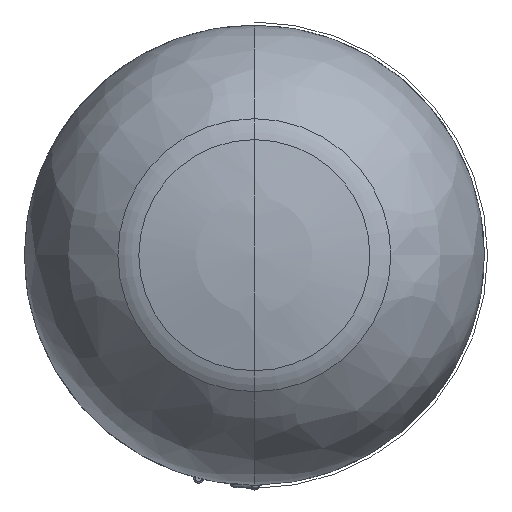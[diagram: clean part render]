
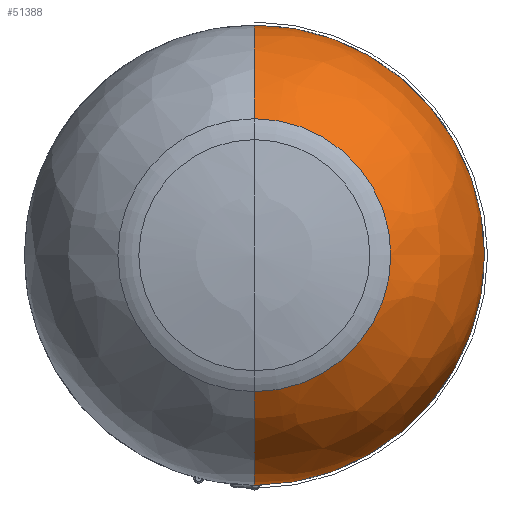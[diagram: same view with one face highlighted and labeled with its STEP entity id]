
A CAD part, front view. The second image highlights one B-rep face of the part: STEP entity #51388.
In plain terms, the highlighted free-form (B-spline) face has degree [3, 3] with [7, 4] control points.
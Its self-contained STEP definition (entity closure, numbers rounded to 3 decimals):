
#50753=CARTESIAN_POINT('',(0.,0.,0.));
#50754=DIRECTION('',(0.,-1.,0.));
#50755=DIRECTION('',(0.,0.,-1.));
#50756=AXIS2_PLACEMENT_3D('',#50753,#50754,#50755);
#50762=CARTESIAN_POINT('',(0.,-26.515,0.));
#50763=DIRECTION('',(0.,1.,0.));
#50764=DIRECTION('',(0.,0.,1.));
#50765=AXIS2_PLACEMENT_3D('',#50762,#50763,#50764);
#50767=CARTESIAN_POINT('',(0.,0.,3.165));
#50768=DIRECTION('',(-1.,0.,0.));
#50769=DIRECTION('',(0.,-0.833,0.553));
#50770=AXIS2_PLACEMENT_3D('',#50767,#50768,#50769);
#50772=CARTESIAN_POINT('',(0.,0.,-3.165));
#50773=DIRECTION('',(1.,0.,0.));
#50774=DIRECTION('',(0.,-0.833,-0.553));
#50775=AXIS2_PLACEMENT_3D('',#50772,#50773,#50774);
#51072=CARTESIAN_POINT('',(0.,0.,-35.));
#51073=VERTEX_POINT('',#51072);
#51074=CARTESIAN_POINT('',(0.,0.,35.));
#51075=VERTEX_POINT('',#51074);
#51088=CARTESIAN_POINT('',(0.,-26.515,20.784));
#51089=CARTESIAN_POINT('',(0.,-26.515,-20.784));
#51090=VERTEX_POINT('',#51088);
#51091=VERTEX_POINT('',#51089);
#51350=CARTESIAN_POINT('',(-1.272,-26.856,
20.219));
#51351=CARTESIAN_POINT('',(-1.874,-20.753,
29.788));
#51352=CARTESIAN_POINT('',(-2.211,-10.737,
35.148));
#51353=CARTESIAN_POINT('',(-2.197,0.627,
34.925));
#51354=CARTESIAN_POINT('',(11.171,-26.856,
21.002));
#51355=CARTESIAN_POINT('',(16.458,-20.753,
30.942));
#51356=CARTESIAN_POINT('',(19.419,-10.737,
36.509));
#51357=CARTESIAN_POINT('',(19.295,0.627,
36.277));
#51358=CARTESIAN_POINT('',(20.259,-26.856,
12.467));
#51359=CARTESIAN_POINT('',(29.847,-20.753,
18.368));
#51360=CARTESIAN_POINT('',(35.218,-10.737,
21.673));
#51361=CARTESIAN_POINT('',(34.994,0.627,
21.535));
#51362=CARTESIAN_POINT('',(20.259,-26.856,
0.));
#51363=CARTESIAN_POINT('',(29.847,-20.753,0.));
#51364=CARTESIAN_POINT('',(35.218,-10.737,
0.));
#51365=CARTESIAN_POINT('',(34.994,0.627,
0.));
#51366=CARTESIAN_POINT('',(20.259,-26.856,
-12.467));
#51367=CARTESIAN_POINT('',(29.847,-20.753,
-18.368));
#51368=CARTESIAN_POINT('',(35.218,-10.737,
-21.673));
#51369=CARTESIAN_POINT('',(34.994,0.627,
-21.535));
#51370=CARTESIAN_POINT('',(11.171,-26.856,
-21.002));
#51371=CARTESIAN_POINT('',(16.458,-20.753,
-30.942));
#51372=CARTESIAN_POINT('',(19.419,-10.737,
-36.509));
#51373=CARTESIAN_POINT('',(19.295,0.627,
-36.277));
#51374=CARTESIAN_POINT('',(-1.272,-26.856,
-20.219));
#51375=CARTESIAN_POINT('',(-1.874,-20.753,
-29.788));
#51376=CARTESIAN_POINT('',(-2.211,-10.737,
-35.148));
#51377=CARTESIAN_POINT('',(-2.197,0.627,
-34.925));
#51378=(BOUNDED_SURFACE()B_SPLINE_SURFACE(3,3,((#51350,#51351,#51352,#51353),(
#51354,#51355,#51356,#51357),(#51358,#51359,#51360,#51361),(#51362,#51363,
#51364,#51365),(#51366,#51367,#51368,#51369),(#51370,#51371,#51372,#51373),(
#51374,#51375,#51376,#51377)),.UNSPECIFIED.,.F.,.F.,.F.)B_SPLINE_SURFACE_WITH_KNOTS((4,3,4),(4,4),(0.,1.,2.),(0.,1.),.UNSPECIFIED.)GEOMETRIC_REPRESENTATION_ITEM()RATIONAL_B_SPLINE_SURFACE(((1.269,1.16,
1.16,1.269),(1.002,0.916,
0.916,1.002),(1.002,0.916,
0.916,1.002),(1.269,1.16,
1.16,1.269),(1.002,0.916,
0.916,1.002),(1.002,0.916,
0.916,1.002),(1.269,1.16,
1.16,1.269)))REPRESENTATION_ITEM('')SURFACE());
#51380=ORIENTED_EDGE('',*,*,#51379,.F.);
#51382=ORIENTED_EDGE('',*,*,#51381,.T.);
#51383=ORIENTED_EDGE('',*,*,#51344,.F.);
#51385=ORIENTED_EDGE('',*,*,#51384,.F.);
#51386=EDGE_LOOP('',(#51380,#51382,#51383,#51385));
#51387=FACE_OUTER_BOUND('',#51386,.F.);
#51388=ADVANCED_FACE('',(#51387),#51378,.T.);
#50757=CIRCLE('',#50756,35.);
#50766=CIRCLE('',#50765,20.784);
#50771=CIRCLE('',#50770,31.835);
#50776=CIRCLE('',#50775,31.835);
#51344=EDGE_CURVE('',#51073,#51075,#50757,.T.);
#51379=EDGE_CURVE('',#51090,#51091,#50766,.T.);
#51381=EDGE_CURVE('',#51090,#51075,#50771,.T.);
#51384=EDGE_CURVE('',#51091,#51073,#50776,.T.);
